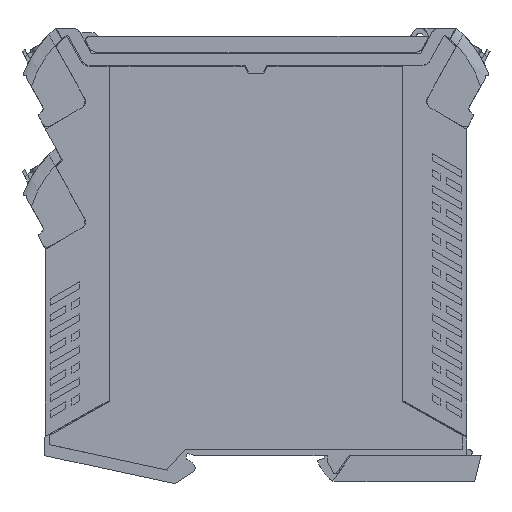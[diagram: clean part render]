
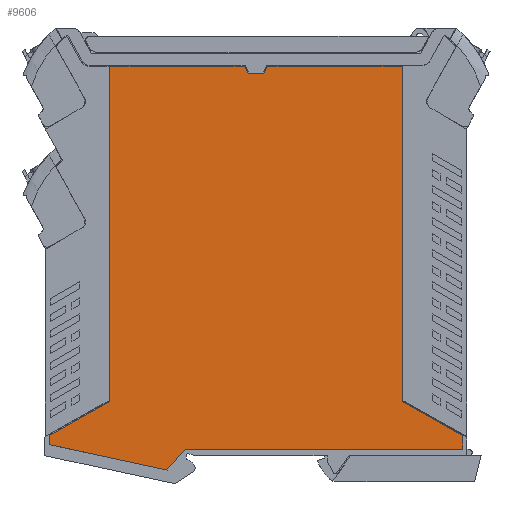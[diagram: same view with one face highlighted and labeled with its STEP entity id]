
A CAD part, left-side view. The second image highlights one B-rep face of the part: STEP entity #9606.
In plain terms, the highlighted planar face has unit normal (-1, 0, 0).
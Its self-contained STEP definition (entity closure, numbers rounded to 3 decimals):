
#9584=AXIS2_PLACEMENT_3D('Plane Axis2P3D',#9581,#9582,#9583) ;
#7467=CARTESIAN_POINT('Vertex',(0.,6.773,12.04)) ;
#7470=CARTESIAN_POINT('Line Origine',(0.,6.773,10.332)) ;
#7474=CARTESIAN_POINT('Vertex',(0.,6.773,8.624)) ;
#7490=CARTESIAN_POINT('Line Origine',(0.,58.64,8.624)) ;
#7494=CARTESIAN_POINT('Vertex',(0.,76.332,8.624)) ;
#7510=CARTESIAN_POINT('Line Origine',(0.,78.847,5.745)) ;
#7514=CARTESIAN_POINT('Vertex',(0.,80.884,3.413)) ;
#7516=CARTESIAN_POINT('Vertex',(0.,76.81,8.077)) ;
#7524=CARTESIAN_POINT('Line Origine',(0.,76.568,8.353)) ;
#7528=CARTESIAN_POINT('Vertex',(0.,76.805,8.082)) ;
#7531=CARTESIAN_POINT('Line Origine',(0.,76.808,8.079)) ;
#7548=CARTESIAN_POINT('Line Origine',(0.,95.661,6.592)) ;
#7552=CARTESIAN_POINT('Vertex',(0.,110.437,9.771)) ;
#7572=CARTESIAN_POINT('Line Origine',(0.,110.437,10.906)) ;
#7576=CARTESIAN_POINT('Vertex',(0.,110.437,12.04)) ;
#7592=CARTESIAN_POINT('Line Origine',(0.,102.821,16.305)) ;
#7596=CARTESIAN_POINT('Vertex',(0.,95.205,20.571)) ;
#7612=CARTESIAN_POINT('Line Origine',(0.,95.205,62.547)) ;
#7616=CARTESIAN_POINT('Vertex',(0.,95.205,104.524)) ;
#7632=CARTESIAN_POINT('Line Origine',(0.,63.186,104.524)) ;
#7636=CARTESIAN_POINT('Vertex',(0.,61.436,104.524)) ;
#7638=CARTESIAN_POINT('Vertex',(0.,64.936,104.524)) ;
#7646=CARTESIAN_POINT('Line Origine',(0.,80.07,104.524)) ;
#7665=CARTESIAN_POINT('Line Origine',(0.,60.993,103.574)) ;
#7669=CARTESIAN_POINT('Vertex',(0.,60.55,102.624)) ;
#7689=CARTESIAN_POINT('Vertex',(0.,56.66,102.624)) ;
#7692=CARTESIAN_POINT('Line Origine',(0.,58.605,102.624)) ;
#7710=CARTESIAN_POINT('Line Origine',(0.,56.217,103.574)) ;
#7714=CARTESIAN_POINT('Vertex',(0.,55.774,104.524)) ;
#7730=CARTESIAN_POINT('Line Origine',(0.,37.14,104.524)) ;
#7734=CARTESIAN_POINT('Vertex',(0.,22.005,104.524)) ;
#7736=CARTESIAN_POINT('Vertex',(0.,52.274,104.524)) ;
#7744=CARTESIAN_POINT('Line Origine',(0.,54.024,104.524)) ;
#7758=CARTESIAN_POINT('Line Origine',(0.,22.005,62.547)) ;
#7762=CARTESIAN_POINT('Vertex',(0.,22.005,20.571)) ;
#7778=CARTESIAN_POINT('Line Origine',(0.,14.389,16.305)) ;
#9581=CARTESIAN_POINT('Axis2P3D Location',(0.,58.605,7.024)) ;
#7471=DIRECTION('Vector Direction',(0.,0.,1.)) ;
#7491=DIRECTION('Vector Direction',(0.,1.,0.)) ;
#7511=DIRECTION('Vector Direction',(0.,-0.658,0.753)) ;
#7525=DIRECTION('Vector Direction',(0.,-0.658,0.753)) ;
#7532=DIRECTION('Vector Direction',(0.,-0.658,0.753)) ;
#7549=DIRECTION('Vector Direction',(0.,-0.978,-0.21)) ;
#7573=DIRECTION('Vector Direction',(0.,0.,-1.)) ;
#7593=DIRECTION('Vector Direction',(0.,0.872,-0.489)) ;
#7613=DIRECTION('Vector Direction',(0.,0.,-1.)) ;
#7633=DIRECTION('Vector Direction',(0.,1.,0.)) ;
#7647=DIRECTION('Vector Direction',(0.,1.,0.)) ;
#7666=DIRECTION('Vector Direction',(0.,0.423,0.906)) ;
#7693=DIRECTION('Vector Direction',(0.,1.,0.)) ;
#7711=DIRECTION('Vector Direction',(0.,-0.423,0.906)) ;
#7731=DIRECTION('Vector Direction',(0.,1.,0.)) ;
#7745=DIRECTION('Vector Direction',(0.,1.,0.)) ;
#7759=DIRECTION('Vector Direction',(0.,0.,1.)) ;
#7779=DIRECTION('Vector Direction',(0.,0.872,0.489)) ;
#9582=DIRECTION('Axis2P3D Direction',(-1.,0.,0.)) ;
#9583=DIRECTION('Axis2P3D XDirection',(0.,1.,0.)) ;
#7472=VECTOR('Line Direction',#7471,1.) ;
#7492=VECTOR('Line Direction',#7491,1.) ;
#7512=VECTOR('Line Direction',#7511,1.) ;
#7526=VECTOR('Line Direction',#7525,1.) ;
#7533=VECTOR('Line Direction',#7532,1.) ;
#7550=VECTOR('Line Direction',#7549,1.) ;
#7574=VECTOR('Line Direction',#7573,1.) ;
#7594=VECTOR('Line Direction',#7593,1.) ;
#7614=VECTOR('Line Direction',#7613,1.) ;
#7634=VECTOR('Line Direction',#7633,1.) ;
#7648=VECTOR('Line Direction',#7647,1.) ;
#7667=VECTOR('Line Direction',#7666,1.) ;
#7694=VECTOR('Line Direction',#7693,1.) ;
#7712=VECTOR('Line Direction',#7711,1.) ;
#7732=VECTOR('Line Direction',#7731,1.) ;
#7746=VECTOR('Line Direction',#7745,1.) ;
#7760=VECTOR('Line Direction',#7759,1.) ;
#7780=VECTOR('Line Direction',#7779,1.) ;
#9587=ORIENTED_EDGE('',*,*,#7696,.T.) ;
#9588=ORIENTED_EDGE('',*,*,#7671,.T.) ;
#9589=ORIENTED_EDGE('',*,*,#7640,.T.) ;
#9590=ORIENTED_EDGE('',*,*,#7650,.T.) ;
#9591=ORIENTED_EDGE('',*,*,#7618,.T.) ;
#9592=ORIENTED_EDGE('',*,*,#7598,.T.) ;
#9593=ORIENTED_EDGE('',*,*,#7578,.T.) ;
#9594=ORIENTED_EDGE('',*,*,#7554,.T.) ;
#9595=ORIENTED_EDGE('',*,*,#7518,.T.) ;
#9596=ORIENTED_EDGE('',*,*,#7535,.T.) ;
#9597=ORIENTED_EDGE('',*,*,#7530,.T.) ;
#9598=ORIENTED_EDGE('',*,*,#7496,.T.) ;
#9599=ORIENTED_EDGE('',*,*,#7476,.T.) ;
#9600=ORIENTED_EDGE('',*,*,#7782,.T.) ;
#9601=ORIENTED_EDGE('',*,*,#7764,.T.) ;
#9602=ORIENTED_EDGE('',*,*,#7738,.T.) ;
#9603=ORIENTED_EDGE('',*,*,#7748,.T.) ;
#9604=ORIENTED_EDGE('',*,*,#7716,.T.) ;
#9606=ADVANCED_FACE('GEHAEUSE',(#9605),#9585,.T.) ;
#7476=EDGE_CURVE('',#7475,#7468,#7473,.T.) ;
#7496=EDGE_CURVE('',#7495,#7475,#7493,.F.) ;
#7518=EDGE_CURVE('',#7515,#7517,#7513,.T.) ;
#7530=EDGE_CURVE('',#7529,#7495,#7527,.T.) ;
#7535=EDGE_CURVE('',#7517,#7529,#7534,.T.) ;
#7554=EDGE_CURVE('',#7553,#7515,#7551,.T.) ;
#7578=EDGE_CURVE('',#7577,#7553,#7575,.T.) ;
#7598=EDGE_CURVE('',#7597,#7577,#7595,.T.) ;
#7618=EDGE_CURVE('',#7617,#7597,#7615,.T.) ;
#7640=EDGE_CURVE('',#7637,#7639,#7635,.T.) ;
#7650=EDGE_CURVE('',#7639,#7617,#7649,.T.) ;
#7671=EDGE_CURVE('',#7670,#7637,#7668,.T.) ;
#7696=EDGE_CURVE('',#7690,#7670,#7695,.T.) ;
#7716=EDGE_CURVE('',#7715,#7690,#7713,.F.) ;
#7738=EDGE_CURVE('',#7735,#7737,#7733,.T.) ;
#7748=EDGE_CURVE('',#7737,#7715,#7747,.T.) ;
#7764=EDGE_CURVE('',#7763,#7735,#7761,.T.) ;
#7782=EDGE_CURVE('',#7468,#7763,#7781,.T.) ;
#9586=EDGE_LOOP('',(#9587,#9588,#9589,#9590,#9591,#9592,#9593,#9594,#9595,#9596,#9597,#9598,#9599,#9600,#9601,#9602,#9603,#9604)) ;
#9605=FACE_OUTER_BOUND('',#9586,.T.) ;
#7473=LINE('Line',#7470,#7472) ;
#7493=LINE('Line',#7490,#7492) ;
#7513=LINE('Line',#7510,#7512) ;
#7527=LINE('Line',#7524,#7526) ;
#7534=LINE('Line',#7531,#7533) ;
#7551=LINE('Line',#7548,#7550) ;
#7575=LINE('Line',#7572,#7574) ;
#7595=LINE('Line',#7592,#7594) ;
#7615=LINE('Line',#7612,#7614) ;
#7635=LINE('Line',#7632,#7634) ;
#7649=LINE('Line',#7646,#7648) ;
#7668=LINE('Line',#7665,#7667) ;
#7695=LINE('Line',#7692,#7694) ;
#7713=LINE('Line',#7710,#7712) ;
#7733=LINE('Line',#7730,#7732) ;
#7747=LINE('Line',#7744,#7746) ;
#7761=LINE('Line',#7758,#7760) ;
#7781=LINE('Line',#7778,#7780) ;
#9585=PLANE('',#9584) ;
#7468=VERTEX_POINT('',#7467) ;
#7475=VERTEX_POINT('',#7474) ;
#7495=VERTEX_POINT('',#7494) ;
#7515=VERTEX_POINT('',#7514) ;
#7517=VERTEX_POINT('',#7516) ;
#7529=VERTEX_POINT('',#7528) ;
#7553=VERTEX_POINT('',#7552) ;
#7577=VERTEX_POINT('',#7576) ;
#7597=VERTEX_POINT('',#7596) ;
#7617=VERTEX_POINT('',#7616) ;
#7637=VERTEX_POINT('',#7636) ;
#7639=VERTEX_POINT('',#7638) ;
#7670=VERTEX_POINT('',#7669) ;
#7690=VERTEX_POINT('',#7689) ;
#7715=VERTEX_POINT('',#7714) ;
#7735=VERTEX_POINT('',#7734) ;
#7737=VERTEX_POINT('',#7736) ;
#7763=VERTEX_POINT('',#7762) ;
